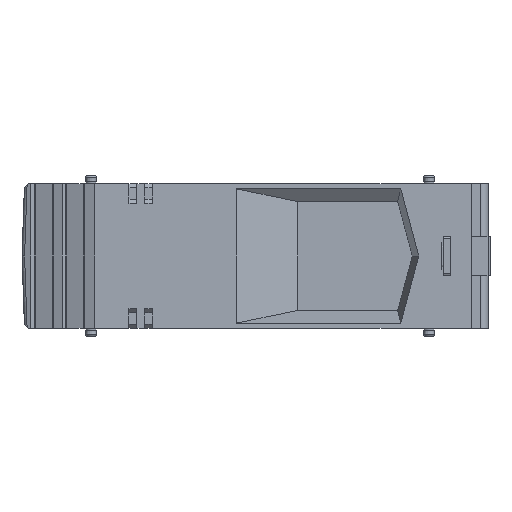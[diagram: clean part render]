
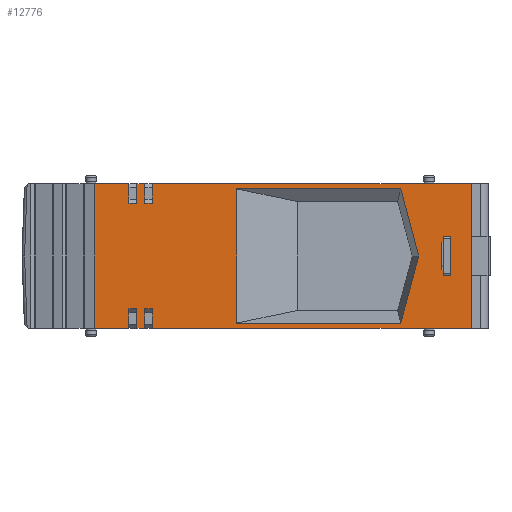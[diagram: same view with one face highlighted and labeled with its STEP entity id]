
A CAD part, left-side view. The second image highlights one B-rep face of the part: STEP entity #12776.
In plain terms, the highlighted face is planar.
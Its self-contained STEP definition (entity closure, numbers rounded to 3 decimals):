
#3698=DIRECTION('',(0.,-1.,0.));
#3699=VECTOR('',#3698,8.8);
#3700=CARTESIAN_POINT('',(7.,43.3,18.5));
#3701=LINE('',#3700,#3699);
#3712=DIRECTION('',(0.,-1.,0.));
#3713=VECTOR('',#3712,2.);
#3714=CARTESIAN_POINT('',(7.,32.5,18.5));
#3715=LINE('',#3714,#3713);
#3726=DIRECTION('',(0.,-1.,0.));
#3727=VECTOR('',#3726,81.5);
#3728=CARTESIAN_POINT('',(7.,28.5,18.5));
#3729=LINE('',#3728,#3727);
#4551=DIRECTION('',(0.,0.,1.));
#4552=VECTOR('',#4551,37.);
#4553=CARTESIAN_POINT('',(7.,-53.,-18.5));
#4554=LINE('',#4553,#4552);
#4558=DIRECTION('',(0.,0.,-1.));
#4559=VECTOR('',#4558,5.);
#4560=CARTESIAN_POINT('',(7.,28.5,18.5));
#4561=LINE('',#4560,#4559);
#4565=DIRECTION('',(0.,1.,0.));
#4566=VECTOR('',#4565,2.);
#4567=CARTESIAN_POINT('',(7.,28.5,13.5));
#4568=LINE('',#4567,#4566);
#4572=DIRECTION('',(0.,0.,1.));
#4573=VECTOR('',#4572,5.);
#4574=CARTESIAN_POINT('',(7.,30.5,13.5));
#4575=LINE('',#4574,#4573);
#4579=DIRECTION('',(0.,0.,-1.));
#4580=VECTOR('',#4579,5.);
#4581=CARTESIAN_POINT('',(7.,32.5,18.5));
#4582=LINE('',#4581,#4580);
#4586=DIRECTION('',(0.,1.,0.));
#4587=VECTOR('',#4586,2.);
#4588=CARTESIAN_POINT('',(7.,32.5,13.5));
#4589=LINE('',#4588,#4587);
#4593=DIRECTION('',(0.,0.,1.));
#4594=VECTOR('',#4593,5.);
#4595=CARTESIAN_POINT('',(7.,34.5,13.5));
#4596=LINE('',#4595,#4594);
#4600=DIRECTION('',(0.,0.,-1.));
#4601=VECTOR('',#4600,37.);
#4602=CARTESIAN_POINT('',(7.,43.3,18.5));
#4603=LINE('',#4602,#4601);
#4607=DIRECTION('',(0.,-1.,0.));
#4608=VECTOR('',#4607,8.8);
#4609=CARTESIAN_POINT('',(7.,43.3,-18.5));
#4610=LINE('',#4609,#4608);
#4614=DIRECTION('',(0.,-1.,0.));
#4615=VECTOR('',#4614,2.);
#4616=CARTESIAN_POINT('',(7.,32.5,-18.5));
#4617=LINE('',#4616,#4615);
#4621=DIRECTION('',(0.,-1.,0.));
#4622=VECTOR('',#4621,81.5);
#4623=CARTESIAN_POINT('',(7.,28.5,-18.5));
#4624=LINE('',#4623,#4622);
#4628=DIRECTION('',(0.,0.259,-0.966));
#4629=VECTOR('',#4628,17.782);
#4630=CARTESIAN_POINT('',(7.,-39.567,0.));
#4631=LINE('',#4630,#4629);
#4635=DIRECTION('',(0.,1.,0.));
#4636=VECTOR('',#4635,41.954);
#4637=CARTESIAN_POINT('',(7.,-34.965,-17.176));
#4638=LINE('',#4637,#4636);
#4642=DIRECTION('',(0.,0.,1.));
#4643=VECTOR('',#4642,34.351);
#4644=CARTESIAN_POINT('',(7.,6.988,-17.176));
#4645=LINE('',#4644,#4643);
#4649=DIRECTION('',(0.,-0.259,-0.966));
#4650=VECTOR('',#4649,17.782);
#4651=CARTESIAN_POINT('',(7.,-34.965,17.176));
#4652=LINE('',#4651,#4650);
#6210=DIRECTION('',(0.,0.,-1.));
#6211=VECTOR('',#6210,5.);
#6212=CARTESIAN_POINT('',(7.,34.5,-13.5));
#6213=LINE('',#6212,#6211);
#6259=DIRECTION('',(0.,0.,1.));
#6260=VECTOR('',#6259,5.);
#6261=CARTESIAN_POINT('',(7.,32.5,-18.5));
#6262=LINE('',#6261,#6260);
#6287=DIRECTION('',(0.,1.,0.));
#6288=VECTOR('',#6287,2.);
#6289=CARTESIAN_POINT('',(7.,32.5,-13.5));
#6290=LINE('',#6289,#6288);
#6315=DIRECTION('',(0.,0.,-1.));
#6316=VECTOR('',#6315,5.);
#6317=CARTESIAN_POINT('',(7.,30.5,-13.5));
#6318=LINE('',#6317,#6316);
#6364=DIRECTION('',(0.,0.,1.));
#6365=VECTOR('',#6364,5.);
#6366=CARTESIAN_POINT('',(7.,28.5,-18.5));
#6367=LINE('',#6366,#6365);
#6392=DIRECTION('',(0.,1.,0.));
#6393=VECTOR('',#6392,2.);
#6394=CARTESIAN_POINT('',(7.,28.5,-13.5));
#6395=LINE('',#6394,#6393);
#6511=DIRECTION('',(0.,1.,0.));
#6512=VECTOR('',#6511,41.954);
#6513=CARTESIAN_POINT('',(7.,-34.965,17.176));
#6514=LINE('',#6513,#6512);
#8192=CARTESIAN_POINT('',(7.,-53.,-18.5));
#8193=VERTEX_POINT('',#8192);
#8194=CARTESIAN_POINT('',(7.,28.5,-18.5));
#8195=VERTEX_POINT('',#8194);
#8200=CARTESIAN_POINT('',(7.,30.5,-18.5));
#8201=VERTEX_POINT('',#8200);
#8202=CARTESIAN_POINT('',(7.,32.5,-18.5));
#8203=VERTEX_POINT('',#8202);
#8208=CARTESIAN_POINT('',(7.,34.5,-18.5));
#8209=VERTEX_POINT('',#8208);
#8210=CARTESIAN_POINT('',(7.,43.3,-18.5));
#8211=VERTEX_POINT('',#8210);
#8708=CARTESIAN_POINT('',(7.,43.3,18.5));
#8709=VERTEX_POINT('',#8708);
#8710=CARTESIAN_POINT('',(7.,34.5,18.5));
#8711=VERTEX_POINT('',#8710);
#8716=CARTESIAN_POINT('',(7.,32.5,18.5));
#8717=VERTEX_POINT('',#8716);
#8718=CARTESIAN_POINT('',(7.,30.5,18.5));
#8719=VERTEX_POINT('',#8718);
#8724=CARTESIAN_POINT('',(7.,28.5,18.5));
#8725=VERTEX_POINT('',#8724);
#8726=CARTESIAN_POINT('',(7.,-53.,18.5));
#8727=VERTEX_POINT('',#8726);
#8908=CARTESIAN_POINT('',(7.,28.5,13.5));
#8909=VERTEX_POINT('',#8908);
#8910=CARTESIAN_POINT('',(7.,30.5,13.5));
#8911=VERTEX_POINT('',#8910);
#8912=CARTESIAN_POINT('',(7.,32.5,13.5));
#8913=VERTEX_POINT('',#8912);
#8914=CARTESIAN_POINT('',(7.,34.5,13.5));
#8915=VERTEX_POINT('',#8914);
#8916=CARTESIAN_POINT('',(7.,34.5,-13.5));
#8917=VERTEX_POINT('',#8916);
#8918=CARTESIAN_POINT('',(7.,32.5,-13.5));
#8919=VERTEX_POINT('',#8918);
#8920=CARTESIAN_POINT('',(7.,30.5,-13.5));
#8921=VERTEX_POINT('',#8920);
#8922=CARTESIAN_POINT('',(7.,28.5,-13.5));
#8923=VERTEX_POINT('',#8922);
#8924=CARTESIAN_POINT('',(7.,-39.567,0.));
#8925=CARTESIAN_POINT('',(7.,-34.965,-17.176));
#8926=VERTEX_POINT('',#8924);
#8927=VERTEX_POINT('',#8925);
#8928=CARTESIAN_POINT('',(7.,6.988,-17.176));
#8929=VERTEX_POINT('',#8928);
#8930=CARTESIAN_POINT('',(7.,6.988,17.176));
#8931=VERTEX_POINT('',#8930);
#8932=CARTESIAN_POINT('',(7.,-34.965,17.176));
#8933=VERTEX_POINT('',#8932);
#12724=CARTESIAN_POINT('',(7.,34.57,0.));
#12725=DIRECTION('',(1.,0.,0.));
#12726=DIRECTION('',(0.,-1.,0.));
#12727=AXIS2_PLACEMENT_3D('',#12724,#12725,#12726);
#12728=PLANE('',#12727);
#12730=ORIENTED_EDGE('',*,*,#12729,.T.);
#12731=ORIENTED_EDGE('',*,*,#11924,.F.);
#12733=ORIENTED_EDGE('',*,*,#12732,.T.);
#12735=ORIENTED_EDGE('',*,*,#12734,.T.);
#12737=ORIENTED_EDGE('',*,*,#12736,.T.);
#12738=ORIENTED_EDGE('',*,*,#11916,.F.);
#12740=ORIENTED_EDGE('',*,*,#12739,.T.);
#12742=ORIENTED_EDGE('',*,*,#12741,.T.);
#12744=ORIENTED_EDGE('',*,*,#12743,.T.);
#12745=ORIENTED_EDGE('',*,*,#11908,.F.);
#12746=ORIENTED_EDGE('',*,*,#12710,.T.);
#12747=ORIENTED_EDGE('',*,*,#9506,.T.);
#12749=ORIENTED_EDGE('',*,*,#12748,.F.);
#12751=ORIENTED_EDGE('',*,*,#12750,.F.);
#12753=ORIENTED_EDGE('',*,*,#12752,.F.);
#12754=ORIENTED_EDGE('',*,*,#9498,.T.);
#12756=ORIENTED_EDGE('',*,*,#12755,.F.);
#12758=ORIENTED_EDGE('',*,*,#12757,.F.);
#12760=ORIENTED_EDGE('',*,*,#12759,.F.);
#12761=ORIENTED_EDGE('',*,*,#9490,.T.);
#12762=EDGE_LOOP('',(#12730,#12731,#12733,#12735,#12737,#12738,#12740,#12742,
#12744,#12745,#12746,#12747,#12749,#12751,#12753,#12754,#12756,#12758,#12760,
#12761));
#12763=FACE_OUTER_BOUND('',#12762,.F.);
#12765=ORIENTED_EDGE('',*,*,#12764,.T.);
#12767=ORIENTED_EDGE('',*,*,#12766,.T.);
#12769=ORIENTED_EDGE('',*,*,#12768,.T.);
#12771=ORIENTED_EDGE('',*,*,#12770,.F.);
#12773=ORIENTED_EDGE('',*,*,#12772,.T.);
#12774=EDGE_LOOP('',(#12765,#12767,#12769,#12771,#12773));
#12775=FACE_BOUND('',#12774,.F.);
#9490=EDGE_CURVE('',#8195,#8193,#4624,.T.);
#9498=EDGE_CURVE('',#8203,#8201,#4617,.T.);
#9506=EDGE_CURVE('',#8211,#8209,#4610,.T.);
#11908=EDGE_CURVE('',#8709,#8711,#3701,.T.);
#11916=EDGE_CURVE('',#8717,#8719,#3715,.T.);
#11924=EDGE_CURVE('',#8725,#8727,#3729,.T.);
#12710=EDGE_CURVE('',#8709,#8211,#4603,.T.);
#12729=EDGE_CURVE('',#8193,#8727,#4554,.T.);
#12732=EDGE_CURVE('',#8725,#8909,#4561,.T.);
#12734=EDGE_CURVE('',#8909,#8911,#4568,.T.);
#12736=EDGE_CURVE('',#8911,#8719,#4575,.T.);
#12739=EDGE_CURVE('',#8717,#8913,#4582,.T.);
#12741=EDGE_CURVE('',#8913,#8915,#4589,.T.);
#12743=EDGE_CURVE('',#8915,#8711,#4596,.T.);
#12748=EDGE_CURVE('',#8917,#8209,#6213,.T.);
#12750=EDGE_CURVE('',#8919,#8917,#6290,.T.);
#12752=EDGE_CURVE('',#8203,#8919,#6262,.T.);
#12755=EDGE_CURVE('',#8921,#8201,#6318,.T.);
#12757=EDGE_CURVE('',#8923,#8921,#6395,.T.);
#12759=EDGE_CURVE('',#8195,#8923,#6367,.T.);
#12764=EDGE_CURVE('',#8926,#8927,#4631,.T.);
#12766=EDGE_CURVE('',#8927,#8929,#4638,.T.);
#12768=EDGE_CURVE('',#8929,#8931,#4645,.T.);
#12770=EDGE_CURVE('',#8933,#8931,#6514,.T.);
#12772=EDGE_CURVE('',#8933,#8926,#4652,.T.);
#12776=ADVANCED_FACE('',(#12763,#12775),#12728,.T.);
